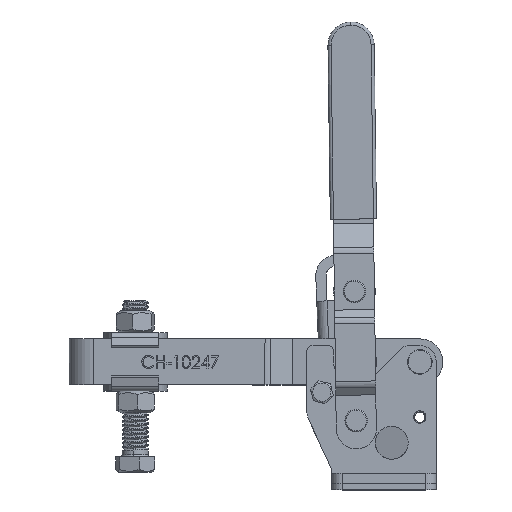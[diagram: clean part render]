
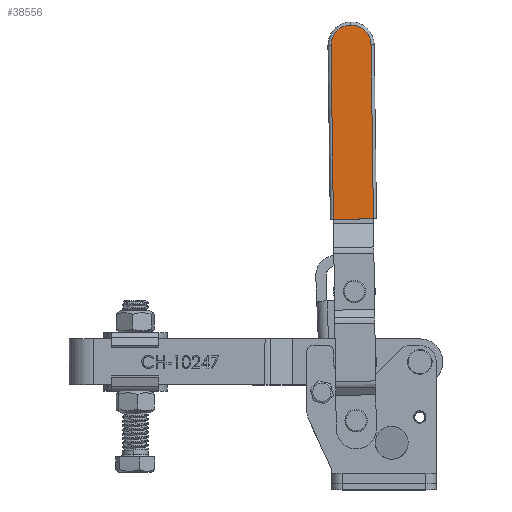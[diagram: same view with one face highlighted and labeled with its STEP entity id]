
A CAD part, top view. The second image highlights one B-rep face of the part: STEP entity #38556.
In plain terms, the highlighted planar face has unit normal (0, 0, 1).
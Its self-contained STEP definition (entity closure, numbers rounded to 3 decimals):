
#929 = VECTOR ( 'NONE', #26152, 1000. ) ;
#1057 = CARTESIAN_POINT ( 'NONE',  ( 9.75, 0., 13. ) ) ;
#1600 = CARTESIAN_POINT ( 'NONE',  ( 0., -9.75, 13. ) ) ;
#1785 = CARTESIAN_POINT ( 'NONE',  ( 0., 0., 13. ) ) ;
#1879 = CARTESIAN_POINT ( 'NONE',  ( 0., -9.75, 13. ) ) ;
#3329 = VECTOR ( 'NONE', #15708, 1000. ) ;
#3948 = VERTEX_POINT ( 'NONE', #34446 ) ;
#4430 = LINE ( 'NONE', #19233, #3329 ) ;
#4924 = AXIS2_PLACEMENT_3D ( 'NONE', #30107, #12604, #37171 ) ;
#5299 = DIRECTION ( 'NONE',  ( 1., 0., 0. ) ) ;
#5461 = CARTESIAN_POINT ( 'NONE',  ( 0., 0., 13. ) ) ;
#5704 = CARTESIAN_POINT ( 'NONE',  ( -84.75, 9.75, 13. ) ) ;
#8993 = DIRECTION ( 'NONE',  ( 1., 0., 0. ) ) ;
#9085 = LINE ( 'NONE', #44956, #17302 ) ;
#10219 = CARTESIAN_POINT ( 'NONE',  ( -84.75, -9.75, 13. ) ) ;
#11975 = EDGE_CURVE ( 'NONE', #16638, #42938, #27831, .T. ) ;
#12604 = DIRECTION ( 'NONE',  ( 0., 0., 1. ) ) ;
#13348 = DIRECTION ( 'NONE',  ( 0., -1., 0. ) ) ;
#13530 = EDGE_CURVE ( 'NONE', #24416, #16638, #9085, .T. ) ;
#15708 = DIRECTION ( 'NONE',  ( -1., 0., 0. ) ) ;
#15990 = CIRCLE ( 'NONE', #19626, 9.75 ) ;
#16638 = VERTEX_POINT ( 'NONE', #10219 ) ;
#17302 = VECTOR ( 'NONE', #13348, 1000. ) ;
#19233 = CARTESIAN_POINT ( 'NONE',  ( -84.75, 9.75, 13. ) ) ;
#19439 = EDGE_CURVE ( 'NONE', #3948, #24416, #4430, .T. ) ;
#19626 = AXIS2_PLACEMENT_3D ( 'NONE', #5461, #30019, #8993 ) ;
#24416 = VERTEX_POINT ( 'NONE', #5704 ) ;
#24567 = ORIENTED_EDGE ( 'NONE', *, *, #39593, .T. ) ;
#26152 = DIRECTION ( 'NONE',  ( 1., 0., 0. ) ) ;
#26331 = DIRECTION ( 'NONE',  ( 0., 0., 1. ) ) ;
#26586 = PLANE ( 'NONE',  #4924 ) ;
#27831 = LINE ( 'NONE', #1600, #929 ) ;
#30019 = DIRECTION ( 'NONE',  ( 0., 0., 1. ) ) ;
#30107 = CARTESIAN_POINT ( 'NONE',  ( 0., 0., 13. ) ) ;
#31175 = EDGE_LOOP ( 'NONE', ( #34009, #38076, #24567, #36867, #32032 ) ) ;
#31931 = AXIS2_PLACEMENT_3D ( 'NONE', #1785, #26331, #5299 ) ;
#32032 = ORIENTED_EDGE ( 'NONE', *, *, #19439, .T. ) ;
#34009 = ORIENTED_EDGE ( 'NONE', *, *, #13530, .T. ) ;
#34446 = CARTESIAN_POINT ( 'NONE',  ( 0., 9.75, 13. ) ) ;
#36867 = ORIENTED_EDGE ( 'NONE', *, *, #37332, .T. ) ;
#37171 = DIRECTION ( 'NONE',  ( 1., 0., 0. ) ) ;
#37332 = EDGE_CURVE ( 'NONE', #39821, #3948, #37442, .T. ) ;
#37442 = CIRCLE ( 'NONE', #31931, 9.75 ) ;
#38076 = ORIENTED_EDGE ( 'NONE', *, *, #11975, .T. ) ;
#38556 = ADVANCED_FACE ( 'NONE', ( #40220 ), #26586, .T. ) ;
#39593 = EDGE_CURVE ( 'NONE', #42938, #39821, #15990, .T. ) ;
#39821 = VERTEX_POINT ( 'NONE', #1057 ) ;
#40220 = FACE_OUTER_BOUND ( 'NONE', #31175, .T. ) ;
#42938 = VERTEX_POINT ( 'NONE', #1879 ) ;
#44956 = CARTESIAN_POINT ( 'NONE',  ( -84.75, -11.25, 13. ) ) ;
